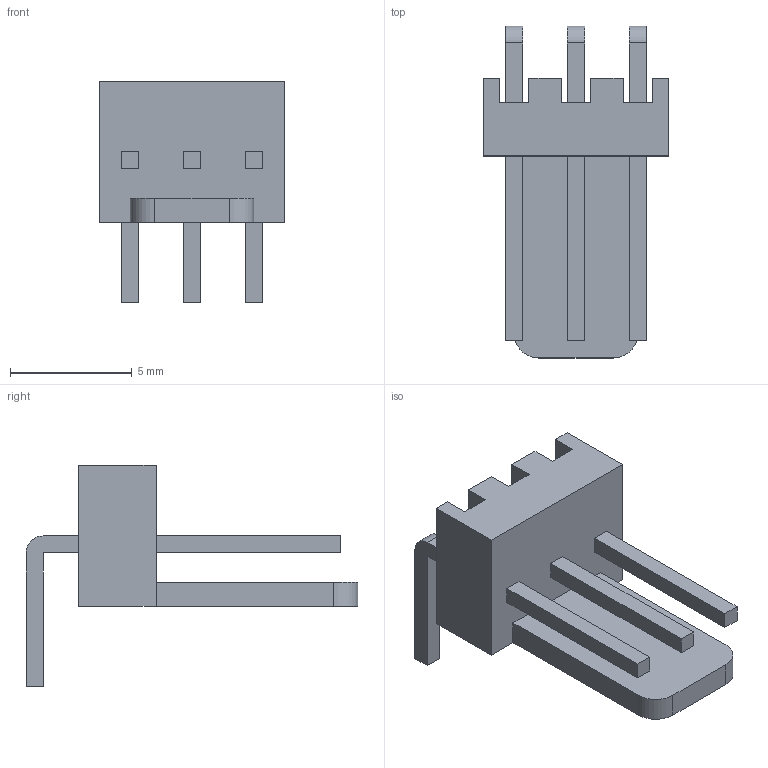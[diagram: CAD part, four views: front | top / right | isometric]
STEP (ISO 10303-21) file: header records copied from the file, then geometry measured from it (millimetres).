
FILE_DESCRIPTION(('FreeCAD Model'),'2;1');
FILE_NAME('Connector_Male-RightAngle.step','2015-05-21T12:46:30',('FreeCAD'),('FreeCAD'), 'Open CASCADE STEP processor 6.5','FreeCAD','Unknown');
FILE_SCHEMA(('AUTOMOTIVE_DESIGN_CC2 { 1 2 10303 214 -1 1 5 4 }'));
Length unit declared in the file: millimetre
Products named in the file (1): ConnectorFusion002
Bounding box: 7.62 x 13.65 x 9.1 mm (x, y, z)
Volume: 185.9 mm3; surface area: 436.3 mm2
Topology: 1 solids, 1 shells, 63 faces, 165 edges, 110 vertices
Faces by surface type: plane 58, cylinder 5
Entity records: 4478 total; most frequent: CARTESIAN_POINT 771, DIRECTION 571, LINE 421, VECTOR 421, ORIENTED_EDGE 330, PCURVE 330, DEFINITIONAL_REPRESENTATION 330, EDGE_CURVE 165
